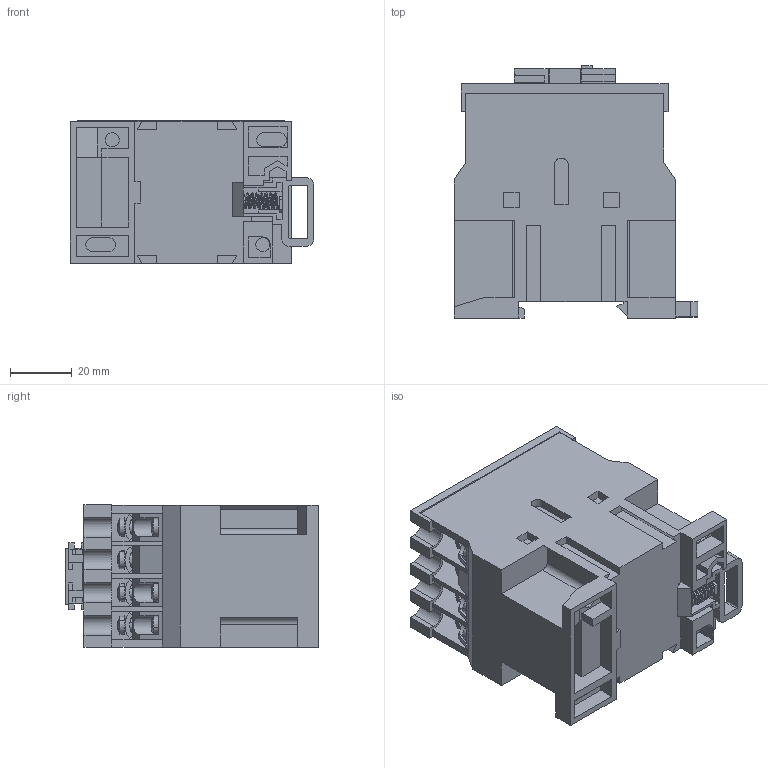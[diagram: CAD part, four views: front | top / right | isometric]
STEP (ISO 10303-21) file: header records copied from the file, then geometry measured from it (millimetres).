
FILE_DESCRIPTION (( 'STEP AP214' ), '1' );
FILE_NAME ('ﾏﾌﾋ1100.STEP', '2013-10-24T09:28:54', ( 'www.PHILka.RU' ), ( 'WareZ Provider ' ), 'SwSTEP 2.0', 'SolidWorks 2007', '' );
FILE_SCHEMA (( 'AUTOMOTIVE_DESIGN' ));
Length unit declared in the file: millimetre
Products named in the file (7): ÏÌË1100_Ïî óìîë÷àíèþ; øàéáà4_ïìë; ïðóæèíà_Ïî óìîë÷àíèþ; Çàùåëêà1_Ïî óìîë÷àíèþ; êðûøêà_Ïî óìîë÷àíèþ; ﾏﾌﾋ1100; âèíò Ì4_JIS B 1111 Binding head screw M4 x 16 --16N
Assembly tree (25 placements, depth 2):
  ﾏﾌﾋ1100
    âèíò Ì4_JIS B 1111 Binding head screw M4 x 16 --16N  x13
    øàéáà4_ïìë  x8
    Çàùåëêà1_Ïî óìîë÷àíèþ
    ïðóæèíà_Ïî óìîë÷àíèþ
    êðûøêà_Ïî óìîë÷àíèþ
    ÏÌË1100_Ïî óìîë÷àíèþ
Bounding box: 79.1 x 81.9 x 46.2 mm (x, y, z)
Volume: 191852.7 mm3; surface area: 52081.8 mm2
Topology: 25 solids, 25 shells, 1092 faces, 2838 edges, 1820 vertices
Faces by surface type: plane 743, cylinder 191, cone 104, torus 26, sphere 26, bspline 2
Entity records: 22359 total; most frequent: CARTESIAN_POINT 5175, ORIENTED_EDGE 3404, DIRECTION 3254, EDGE_CURVE 1702, VECTOR 1420, LINE 1420, VERTEX_POINT 1124, AXIS2_PLACEMENT_3D 917
